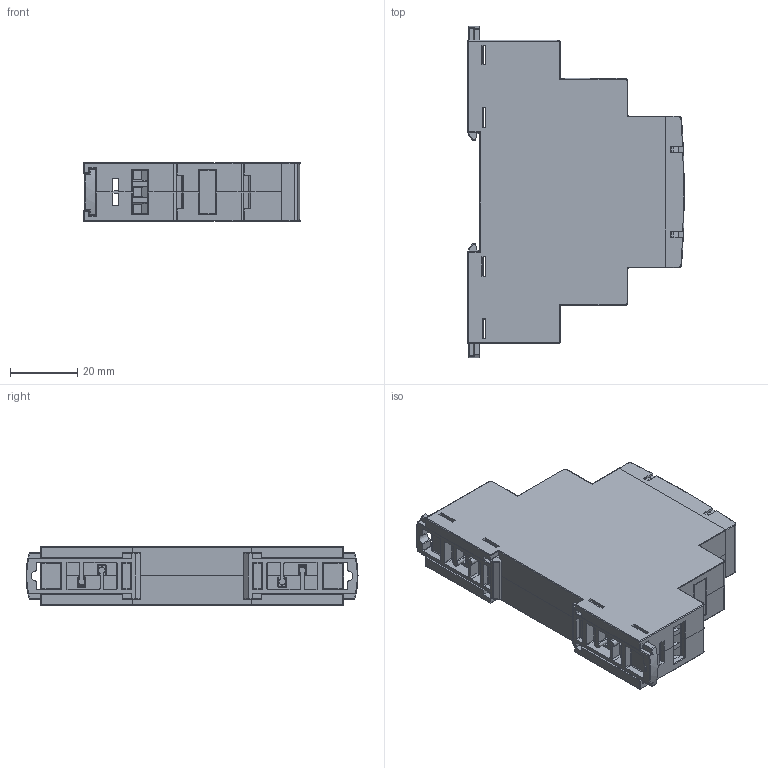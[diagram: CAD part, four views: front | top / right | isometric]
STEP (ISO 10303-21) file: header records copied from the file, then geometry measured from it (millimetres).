
FILE_DESCRIPTION (( 'STEP AP203' ), '1' );
FILE_NAME ('RPI-1P-A24.STEP', '2018-10-12T10:52:47', ( '' ), ( '' ), 'SwSTEP 2.0', 'SolidWorks 2018', '' );
FILE_SCHEMA (( 'CONFIG_CONTROL_DESIGN' ));
Length unit declared in the file: millimetre
Products named in the file (1): RPI-1P-A24
Bounding box: 64.22 x 98.58 x 17.5 mm (x, y, z)
Volume: 21642.3 mm3; surface area: 37695.5 mm2
Topology: 15 solids, 16 shells, 1718 faces, 4513 edges, 2891 vertices
Faces by surface type: plane 1036, cylinder 473, torus 83, bspline 48, cone 42, sphere 36
Entity records: 53785 total; most frequent: CARTESIAN_POINT 12167, ORIENTED_EDGE 9002, DIRECTION 8238, EDGE_CURVE 4501, LINE 3062, VECTOR 3062, VERTEX_POINT 2891, AXIS2_PLACEMENT_3D 2588
